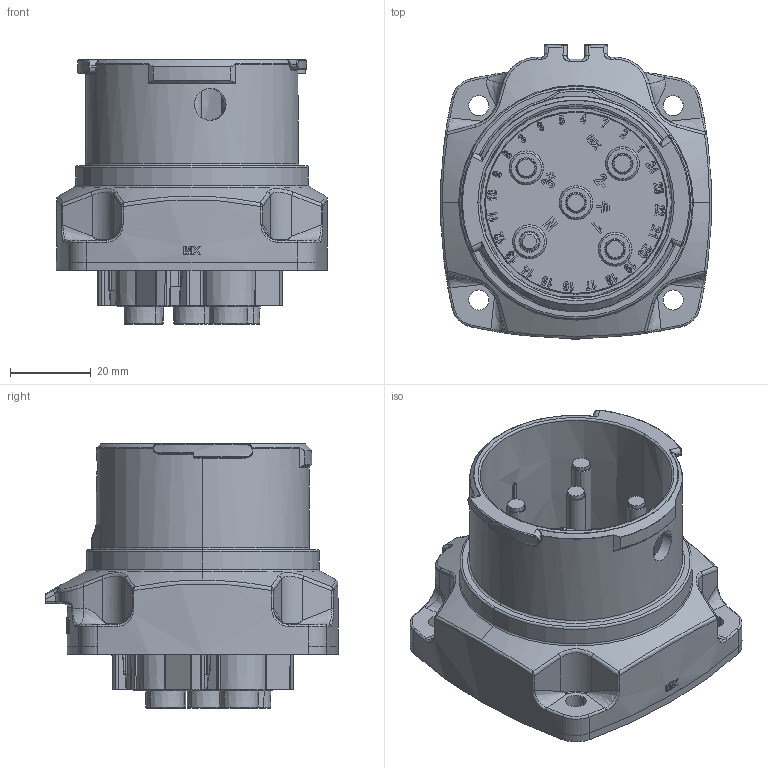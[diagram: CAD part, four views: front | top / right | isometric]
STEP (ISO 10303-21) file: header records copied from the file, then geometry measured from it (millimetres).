
FILE_DESCRIPTION (( 'STEP AP214' ), '1' );
FILE_NAME ('ORC6803-30B043AC.STEP', '2025-09-16T11:55:06', ( '' ), ( '' ), 'SwSTEP 2.0', 'SolidWorks 2024', '' );
FILE_SCHEMA (( 'AUTOMOTIVE_DESIGN' ));
Length unit declared in the file: inch
Products named in the file (1): ORC6803-30B043AC
Bounding box: 67 x 72.64 x 65.3 mm (x, y, z)
Volume: 94399 mm3; surface area: 33362.8 mm2
Topology: 5 solids, 10 shells, 1530 faces, 3801 edges, 2385 vertices
Faces by surface type: plane 638, bspline 421, cylinder 235, torus 137, cone 93, sphere 6
Entity records: 66632 total; most frequent: CARTESIAN_POINT 34380, ORIENTED_EDGE 7558, DIRECTION 5364, EDGE_CURVE 3779, VERTEX_POINT 2385, AXIS2_PLACEMENT_3D 2071, EDGE_LOOP 1656, FACE_OUTER_BOUND 1530
